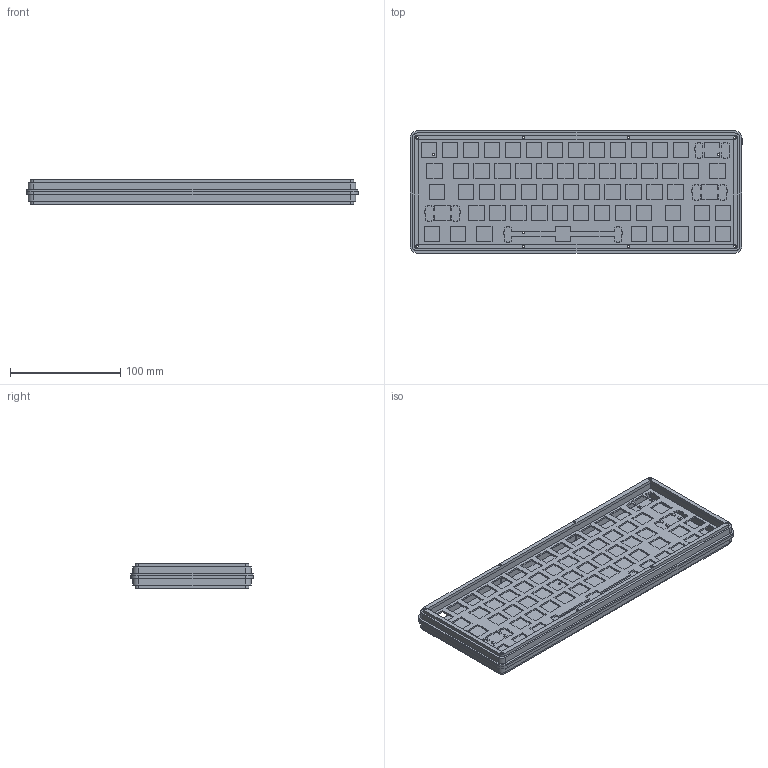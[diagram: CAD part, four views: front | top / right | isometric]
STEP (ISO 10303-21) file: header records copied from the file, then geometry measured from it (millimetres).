
FILE_DESCRIPTION(/* description */ (''),/* implementation_level */ '2;1');
FILE_NAME(/* name */ 'assembly v14.step',/* time_stamp */ '2022-05-12T22:38:07-07:00',/* author */ (''),/* organization */ (''),/* preprocessor_version */ 'ST-DEVELOPER v18.1',/* originating_system */ 'Autodesk Translation Framework v10.14.0.1471',/* authorisation */ '');
FILE_SCHEMA (('AUTOMOTIVE_DESIGN { 1 0 10303 214 3 1 1 }'));
Length unit declared in the file: millimetre
Products named in the file (7): assembly; plate_3; plate_2; plate_1; plate_5; plate_6; plate_4
Assembly tree (6 placements, depth 2):
  assembly
    plate_3
    plate_2
    plate_1
    plate_5
    plate_6
    plate_4
Bounding box: 301.75 x 111.25 x 22.5 mm (x, y, z)
Volume: 199970.4 mm3; surface area: 175076 mm2
Topology: 6 solids, 6 shells, 568 faces, 1668 edges, 1112 vertices
Faces by surface type: plane 484, cylinder 84
Full cylindrical faces by diameter (mm): 2.2 x24, 3.2 x16
Entity records: 19277 total; most frequent: CARTESIAN_POINT 3361, ORIENTED_EDGE 3336, DIRECTION 2998, EDGE_CURVE 1668, LINE 1500, VECTOR 1500, VERTEX_POINT 1112, EDGE_LOOP 780
